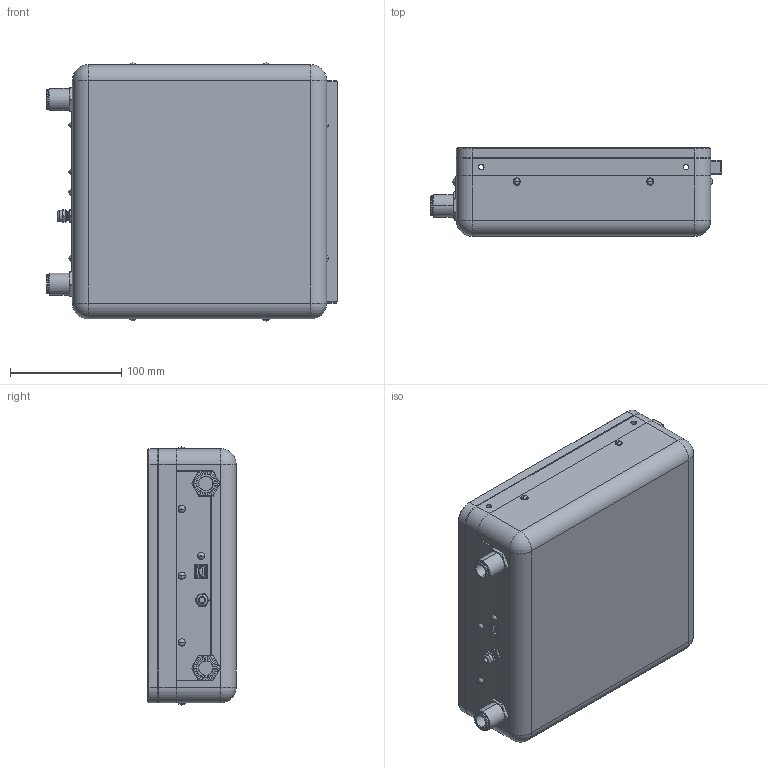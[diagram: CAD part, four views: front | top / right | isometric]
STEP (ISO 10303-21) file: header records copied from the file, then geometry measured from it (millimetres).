
FILE_DESCRIPTION (( 'STEP AP214' ), '1' );
FILE_NAME ('SK-9851- HP210A-25KW-HD-D0.STEP', '2018-08-09T15:52:35', ( '' ), ( '' ), 'SwSTEP 2.0', 'SolidWorks 2016', '' );
FILE_SCHEMA (( 'AUTOMOTIVE_DESIGN' ));
Length unit declared in the file: millimetre
Products named in the file (1): SK-9851- HP210A-25KW-HD-D0
Bounding box: 261.19 x 79.5 x 231.93 mm (x, y, z)
Surface area: 207267.2 mm2 (no closed solid volume)
Topology: 0 solids, 36 shells, 383 faces, 1289 edges, 930 vertices
Faces by surface type: plane 168, cylinder 111, cone 62, sphere 16, torus 16, bspline 10
Entity records: 19006 total; most frequent: CARTESIAN_POINT 3697, DIRECTION 2384, ORIENTED_EDGE 1948, EDGE_CURVE 1285, VERTEX_POINT 930, AXIS2_PLACEMENT_3D 852, VECTOR 680, LINE 680
